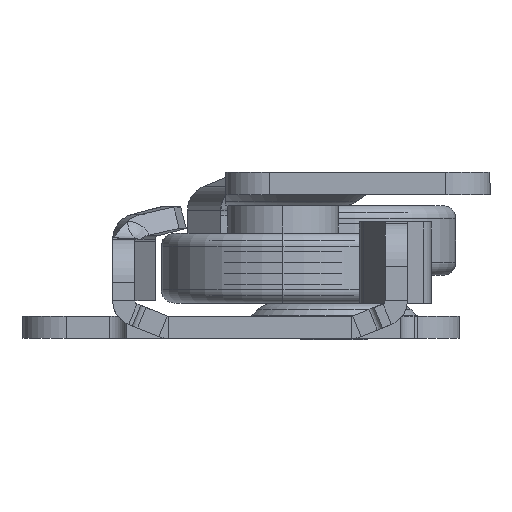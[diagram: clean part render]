
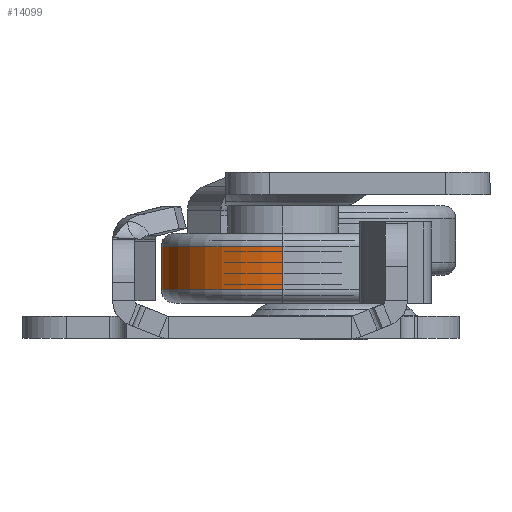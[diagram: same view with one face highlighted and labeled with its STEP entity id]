
A CAD part, left-side view. The second image highlights one B-rep face of the part: STEP entity #14099.
In plain terms, the highlighted cylindrical face has radius 11 mm (diameter 22 mm), a partial arc.
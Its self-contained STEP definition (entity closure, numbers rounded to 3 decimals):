
#590 = DIRECTION ( 'NONE',  ( -1., 0., 0. ) ) ;
#622 = CARTESIAN_POINT ( 'NONE',  ( 0., 0., 0. ) ) ;
#1983 = AXIS2_PLACEMENT_3D ( 'NONE', #12551, #21256, #6110 ) ;
#2197 = DIRECTION ( 'NONE',  ( 0., 0., 1. ) ) ;
#2420 = LINE ( 'NONE', #15663, #18260 ) ;
#2697 = VERTEX_POINT ( 'NONE', #15074 ) ;
#4090 = CARTESIAN_POINT ( 'NONE',  ( 5.1, 0., -11. ) ) ;
#4753 = LINE ( 'NONE', #11531, #5198 ) ;
#5065 = CYLINDRICAL_SURFACE ( 'NONE', #14647, 11. ) ;
#5198 = VECTOR ( 'NONE', #21971, 1000. ) ;
#6081 = CARTESIAN_POINT ( 'NONE',  ( 1.2, 0., 11. ) ) ;
#6110 = DIRECTION ( 'NONE',  ( 0., 0., 1. ) ) ;
#7510 = ORIENTED_EDGE ( 'NONE', *, *, #11837, .T. ) ;
#7605 = CARTESIAN_POINT ( 'NONE',  ( 1.2, 0., 0. ) ) ;
#9181 = VERTEX_POINT ( 'NONE', #4090 ) ;
#10497 = EDGE_CURVE ( 'NONE', #21651, #11027, #21826, .T. ) ;
#10694 = DIRECTION ( 'NONE',  ( -1., 0., 0. ) ) ;
#10745 = EDGE_CURVE ( 'NONE', #2697, #11027, #4753, .T. ) ;
#10796 = DIRECTION ( 'NONE',  ( -1., 0., 0. ) ) ;
#11027 = VERTEX_POINT ( 'NONE', #6081 ) ;
#11523 = ORIENTED_EDGE ( 'NONE', *, *, #10745, .T. ) ;
#11531 = CARTESIAN_POINT ( 'NONE',  ( 0., 0., 11. ) ) ;
#11837 = EDGE_CURVE ( 'NONE', #9181, #2697, #13924, .T. ) ;
#11956 = EDGE_CURVE ( 'NONE', #9181, #21651, #2420, .T. ) ;
#12551 = CARTESIAN_POINT ( 'NONE',  ( 5.1, 0., 0. ) ) ;
#13924 = CIRCLE ( 'NONE', #1983, 11. ) ;
#14099 = ADVANCED_FACE ( 'NONE', ( #20557 ), #5065, .T. ) ;
#14291 = DIRECTION ( 'NONE',  ( 0., 0., 1. ) ) ;
#14647 = AXIS2_PLACEMENT_3D ( 'NONE', #622, #10694, #2197 ) ;
#14816 = CARTESIAN_POINT ( 'NONE',  ( 1.2, 0., -11. ) ) ;
#15074 = CARTESIAN_POINT ( 'NONE',  ( 5.1, 0., 11. ) ) ;
#15663 = CARTESIAN_POINT ( 'NONE',  ( 0., 0., -11. ) ) ;
#17119 = AXIS2_PLACEMENT_3D ( 'NONE', #7605, #590, #14291 ) ;
#18130 = ORIENTED_EDGE ( 'NONE', *, *, #10497, .F. ) ;
#18260 = VECTOR ( 'NONE', #10796, 1000. ) ;
#19105 = ORIENTED_EDGE ( 'NONE', *, *, #11956, .F. ) ;
#20557 = FACE_OUTER_BOUND ( 'NONE', #22200, .T. ) ;
#21256 = DIRECTION ( 'NONE',  ( -1., 0., 0. ) ) ;
#21651 = VERTEX_POINT ( 'NONE', #14816 ) ;
#21826 = CIRCLE ( 'NONE', #17119, 11. ) ;
#21971 = DIRECTION ( 'NONE',  ( -1., 0., 0. ) ) ;
#22200 = EDGE_LOOP ( 'NONE', ( #19105, #7510, #11523, #18130 ) ) ;
